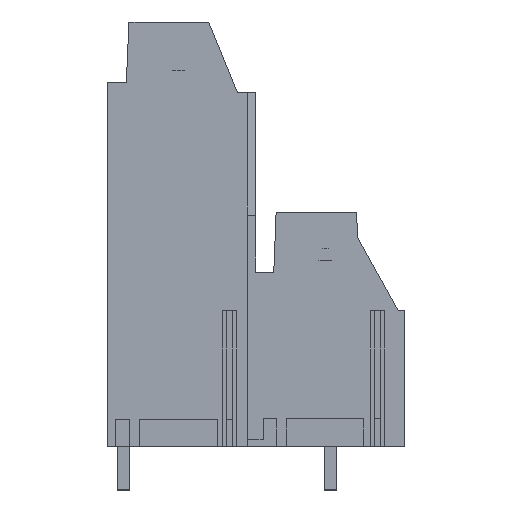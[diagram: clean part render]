
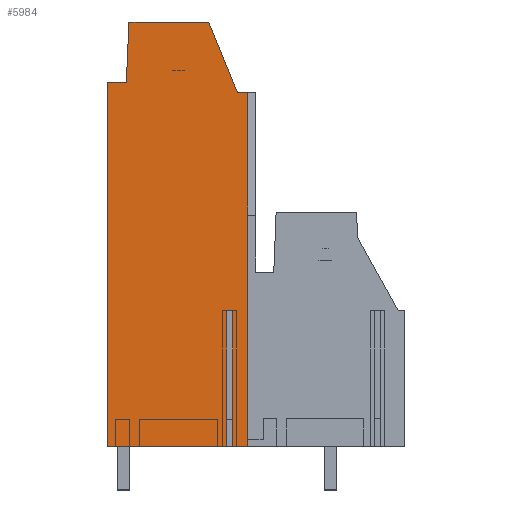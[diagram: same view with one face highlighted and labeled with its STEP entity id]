
A CAD part, left-side view. The second image highlights one B-rep face of the part: STEP entity #5984.
In plain terms, the highlighted planar face has unit normal (-1, 0, 0).
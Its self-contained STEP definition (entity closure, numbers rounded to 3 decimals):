
#5909=AXIS2_PLACEMENT_3D('Plane Axis2P3D',#5906,#5907,#5908) ;
#1022=CARTESIAN_POINT('Vertex',(0.,21.94,3.2)) ;
#1214=CARTESIAN_POINT('Vertex',(0.,11.574,3.2)) ;
#1217=CARTESIAN_POINT('Line Origine',(0.,12.12,3.2)) ;
#1221=CARTESIAN_POINT('Vertex',(0.,12.665,3.2)) ;
#1270=CARTESIAN_POINT('Vertex',(0.,13.115,3.2)) ;
#1273=CARTESIAN_POINT('Line Origine',(0.,17.528,3.2)) ;
#1650=CARTESIAN_POINT('Vertex',(0.,11.574,29.26)) ;
#1653=CARTESIAN_POINT('Line Origine',(0.,11.574,16.23)) ;
#5906=CARTESIAN_POINT('Axis2P3D Location',(0.,11.,17.2)) ;
#5911=CARTESIAN_POINT('Line Origine',(0.,21.94,16.625)) ;
#5915=CARTESIAN_POINT('Vertex',(0.,21.94,30.05)) ;
#5918=CARTESIAN_POINT('Line Origine',(0.,13.115,8.2)) ;
#5922=CARTESIAN_POINT('Vertex',(0.,13.115,13.2)) ;
#5925=CARTESIAN_POINT('Line Origine',(0.,12.89,13.2)) ;
#5929=CARTESIAN_POINT('Vertex',(0.,12.665,13.2)) ;
#5932=CARTESIAN_POINT('Line Origine',(0.,12.665,8.2)) ;
#5937=CARTESIAN_POINT('Line Origine',(0.,11.956,29.26)) ;
#5941=CARTESIAN_POINT('Vertex',(0.,12.337,29.26)) ;
#5944=CARTESIAN_POINT('Line Origine',(0.,13.393,31.865)) ;
#5948=CARTESIAN_POINT('Vertex',(0.,14.449,34.47)) ;
#5951=CARTESIAN_POINT('Line Origine',(0.,17.389,34.47)) ;
#5955=CARTESIAN_POINT('Vertex',(0.,20.328,34.47)) ;
#5958=CARTESIAN_POINT('Line Origine',(0.,20.424,32.26)) ;
#5962=CARTESIAN_POINT('Vertex',(0.,20.521,30.05)) ;
#5965=CARTESIAN_POINT('Line Origine',(0.,21.23,30.05)) ;
#1218=DIRECTION('Vector Direction',(0.,1.,0.)) ;
#1274=DIRECTION('Vector Direction',(0.,1.,0.)) ;
#1654=DIRECTION('Vector Direction',(0.,0.,1.)) ;
#5907=DIRECTION('Axis2P3D Direction',(1.,0.,0.)) ;
#5908=DIRECTION('Axis2P3D XDirection',(0.,1.,0.)) ;
#5912=DIRECTION('Vector Direction',(0.,0.,-1.)) ;
#5919=DIRECTION('Vector Direction',(0.,0.,1.)) ;
#5926=DIRECTION('Vector Direction',(0.,1.,0.)) ;
#5933=DIRECTION('Vector Direction',(0.,0.,1.)) ;
#5938=DIRECTION('Vector Direction',(0.,1.,0.)) ;
#5945=DIRECTION('Vector Direction',(0.,0.376,0.927)) ;
#5952=DIRECTION('Vector Direction',(0.,1.,0.)) ;
#5959=DIRECTION('Vector Direction',(0.,-0.044,0.999)) ;
#5966=DIRECTION('Vector Direction',(0.,1.,0.)) ;
#1219=VECTOR('Line Direction',#1218,1.) ;
#1275=VECTOR('Line Direction',#1274,1.) ;
#1655=VECTOR('Line Direction',#1654,1.) ;
#5913=VECTOR('Line Direction',#5912,1.) ;
#5920=VECTOR('Line Direction',#5919,1.) ;
#5927=VECTOR('Line Direction',#5926,1.) ;
#5934=VECTOR('Line Direction',#5933,1.) ;
#5939=VECTOR('Line Direction',#5938,1.) ;
#5946=VECTOR('Line Direction',#5945,1.) ;
#5953=VECTOR('Line Direction',#5952,1.) ;
#5960=VECTOR('Line Direction',#5959,1.) ;
#5967=VECTOR('Line Direction',#5966,1.) ;
#5971=ORIENTED_EDGE('',*,*,#5917,.T.) ;
#5972=ORIENTED_EDGE('',*,*,#1277,.F.) ;
#5973=ORIENTED_EDGE('',*,*,#5924,.T.) ;
#5974=ORIENTED_EDGE('',*,*,#5931,.F.) ;
#5975=ORIENTED_EDGE('',*,*,#5936,.F.) ;
#5976=ORIENTED_EDGE('',*,*,#1223,.F.) ;
#5977=ORIENTED_EDGE('',*,*,#1657,.T.) ;
#5978=ORIENTED_EDGE('',*,*,#5943,.T.) ;
#5979=ORIENTED_EDGE('',*,*,#5950,.T.) ;
#5980=ORIENTED_EDGE('',*,*,#5957,.T.) ;
#5981=ORIENTED_EDGE('',*,*,#5964,.F.) ;
#5982=ORIENTED_EDGE('',*,*,#5969,.T.) ;
#5984=ADVANCED_FACE('housing',(#5983),#5910,.F.) ;
#1223=EDGE_CURVE('',#1215,#1222,#1220,.T.) ;
#1277=EDGE_CURVE('',#1271,#1023,#1276,.T.) ;
#1657=EDGE_CURVE('',#1215,#1651,#1656,.T.) ;
#5917=EDGE_CURVE('',#5916,#1023,#5914,.T.) ;
#5924=EDGE_CURVE('',#1271,#5923,#5921,.T.) ;
#5931=EDGE_CURVE('',#5930,#5923,#5928,.T.) ;
#5936=EDGE_CURVE('',#1222,#5930,#5935,.T.) ;
#5943=EDGE_CURVE('',#1651,#5942,#5940,.T.) ;
#5950=EDGE_CURVE('',#5942,#5949,#5947,.T.) ;
#5957=EDGE_CURVE('',#5949,#5956,#5954,.T.) ;
#5964=EDGE_CURVE('',#5963,#5956,#5961,.T.) ;
#5969=EDGE_CURVE('',#5963,#5916,#5968,.T.) ;
#5970=EDGE_LOOP('',(#5971,#5972,#5973,#5974,#5975,#5976,#5977,#5978,#5979,#5980,#5981,#5982)) ;
#5983=FACE_OUTER_BOUND('',#5970,.T.) ;
#1220=LINE('Line',#1217,#1219) ;
#1276=LINE('Line',#1273,#1275) ;
#1656=LINE('Line',#1653,#1655) ;
#5914=LINE('Line',#5911,#5913) ;
#5921=LINE('Line',#5918,#5920) ;
#5928=LINE('Line',#5925,#5927) ;
#5935=LINE('Line',#5932,#5934) ;
#5940=LINE('Line',#5937,#5939) ;
#5947=LINE('Line',#5944,#5946) ;
#5954=LINE('Line',#5951,#5953) ;
#5961=LINE('Line',#5958,#5960) ;
#5968=LINE('Line',#5965,#5967) ;
#5910=PLANE('',#5909) ;
#1023=VERTEX_POINT('',#1022) ;
#1215=VERTEX_POINT('',#1214) ;
#1222=VERTEX_POINT('',#1221) ;
#1271=VERTEX_POINT('',#1270) ;
#1651=VERTEX_POINT('',#1650) ;
#5916=VERTEX_POINT('',#5915) ;
#5923=VERTEX_POINT('',#5922) ;
#5930=VERTEX_POINT('',#5929) ;
#5942=VERTEX_POINT('',#5941) ;
#5949=VERTEX_POINT('',#5948) ;
#5956=VERTEX_POINT('',#5955) ;
#5963=VERTEX_POINT('',#5962) ;
